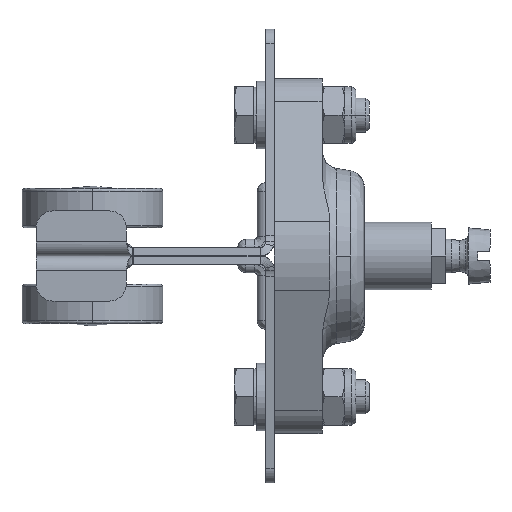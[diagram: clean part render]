
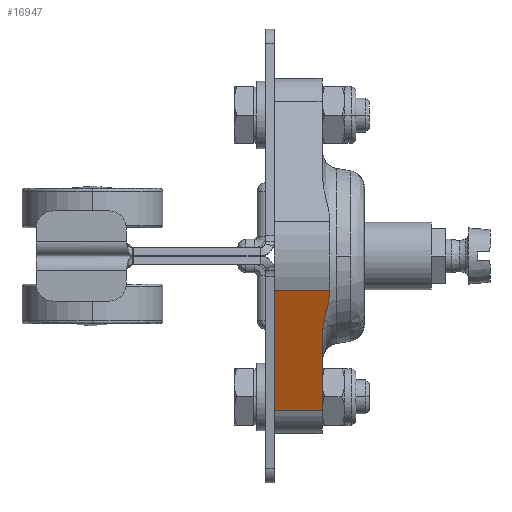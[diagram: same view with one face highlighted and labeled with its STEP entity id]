
A CAD part, left-side view. The second image highlights one B-rep face of the part: STEP entity #16947.
In plain terms, the highlighted planar face has unit normal (-0.925, 0, -0.38).
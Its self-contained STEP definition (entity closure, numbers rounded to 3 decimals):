
#33 = VECTOR ( 'NONE', #3416, 1000. ) ;
#176 = ORIENTED_EDGE ( 'NONE', *, *, #14680, .F. ) ;
#2619 = VECTOR ( 'NONE', #14133, 1000. ) ;
#3382 = CARTESIAN_POINT ( 'NONE',  ( -13.322, -51.559, -9.678 ) ) ;
#3416 = DIRECTION ( 'NONE',  ( 0., 1., 0. ) ) ;
#3745 = CARTESIAN_POINT ( 'NONE',  ( -14.8, -52.118, -6.08 ) ) ;
#3793 = CARTESIAN_POINT ( 'NONE',  ( -14.8, -42.25, -6.08 ) ) ;
#3825 = FACE_OUTER_BOUND ( 'NONE', #5299, .T. ) ;
#3956 = DIRECTION ( 'NONE',  ( 0., -1., 0. ) ) ;
#4889 = VECTOR ( 'NONE', #9769, 1000. ) ;
#5131 = EDGE_CURVE ( 'NONE', #13966, #23031, #9326, .T. ) ;
#5286 = CARTESIAN_POINT ( 'NONE',  ( -11.558, -50.75, -13.97 ) ) ;
#5299 = EDGE_LOOP ( 'NONE', ( #7522, #5527, #5335, #15836, #176 ) ) ;
#5335 = ORIENTED_EDGE ( 'NONE', *, *, #5131, .F. ) ;
#5527 = ORIENTED_EDGE ( 'NONE', *, *, #14027, .F. ) ;
#5539 = CARTESIAN_POINT ( 'NONE',  ( -11.258, -50.75, -14.702 ) ) ;
#6230 = VECTOR ( 'NONE', #3956, 1000. ) ;
#7522 = ORIENTED_EDGE ( 'NONE', *, *, #9950, .F. ) ;
#8361 = AXIS2_PLACEMENT_3D ( 'NONE', #11440, #13582, #18730 ) ;
#8446 = LINE ( 'NONE', #17861, #33 ) ;
#9203 = CARTESIAN_POINT ( 'NONE',  ( -14.8, -40.25, -6.08 ) ) ;
#9326 = LINE ( 'NONE', #9203, #6230 ) ;
#9769 = DIRECTION ( 'NONE',  ( 0.38, 0., -0.925 ) ) ;
#9847 = VERTEX_POINT ( 'NONE', #19156 ) ;
#9950 = EDGE_CURVE ( 'NONE', #9847, #20600, #16286, .T. ) ;
#11019 = CARTESIAN_POINT ( 'NONE',  ( -14.497, -52.118, -6.816 ) ) ;
#11098 = PLANE ( 'NONE',  #8361 ) ;
#11440 = CARTESIAN_POINT ( 'NONE',  ( -6.012, -40.25, -27.47 ) ) ;
#12554 = CARTESIAN_POINT ( 'NONE',  ( -14.8, -52.118, -6.08 ) ) ;
#13582 = DIRECTION ( 'NONE',  ( 0.925, 0., 0.38 ) ) ;
#13966 = VERTEX_POINT ( 'NONE', #3793 ) ;
#14027 = EDGE_CURVE ( 'NONE', #23031, #9847, #14543, .T. ) ;
#14133 = DIRECTION ( 'NONE',  ( 0.38, 0., -0.925 ) ) ;
#14246 = CARTESIAN_POINT ( 'NONE',  ( -11.855, -50.827, -13.248 ) ) ;
#14254 = CARTESIAN_POINT ( 'NONE',  ( -6.012, -50.75, -27.47 ) ) ;
#14363 = CARTESIAN_POINT ( 'NONE',  ( -12.737, -51.222, -11.1 ) ) ;
#14543 = B_SPLINE_CURVE_WITH_KNOTS ( 'NONE', 3,
 ( #3745, #11019, #14604, #21763, #3382, #14363, #21898, #14246, #5286, #5539 ),
 .UNSPECIFIED., .F., .F.,
 ( 4, 2, 2, 2, 4 ),
 ( 0., 0.002, 0.005, 0.007, 0.009 ),
 .UNSPECIFIED. ) ;
#14604 = CARTESIAN_POINT ( 'NONE',  ( -14.201, -52.021, -7.538 ) ) ;
#14680 = EDGE_CURVE ( 'NONE', #20600, #19970, #8446, .T. ) ;
#15836 = ORIENTED_EDGE ( 'NONE', *, *, #20376, .T. ) ;
#16286 = LINE ( 'NONE', #14254, #2619 ) ;
#16947 = ADVANCED_FACE ( 'NONE', ( #3825 ), #11098, .F. ) ;
#17861 = CARTESIAN_POINT ( 'NONE',  ( -6.012, -40.25, -27.47 ) ) ;
#18730 = DIRECTION ( 'NONE',  ( 0.38, 0., -0.925 ) ) ;
#19156 = CARTESIAN_POINT ( 'NONE',  ( -11.258, -50.75, -14.702 ) ) ;
#19178 = CARTESIAN_POINT ( 'NONE',  ( -14.8, -42.25, -6.08 ) ) ;
#19788 = CARTESIAN_POINT ( 'NONE',  ( -6.012, -42.25, -27.47 ) ) ;
#19886 = CARTESIAN_POINT ( 'NONE',  ( -6.012, -50.75, -27.47 ) ) ;
#19970 = VERTEX_POINT ( 'NONE', #19788 ) ;
#20376 = EDGE_CURVE ( 'NONE', #13966, #19970, #20496, .T. ) ;
#20496 = LINE ( 'NONE', #19178, #4889 ) ;
#20600 = VERTEX_POINT ( 'NONE', #19886 ) ;
#21763 = CARTESIAN_POINT ( 'NONE',  ( -13.613, -51.739, -8.968 ) ) ;
#21898 = CARTESIAN_POINT ( 'NONE',  ( -12.445, -51.062, -11.813 ) ) ;
#23031 = VERTEX_POINT ( 'NONE', #12554 ) ;
